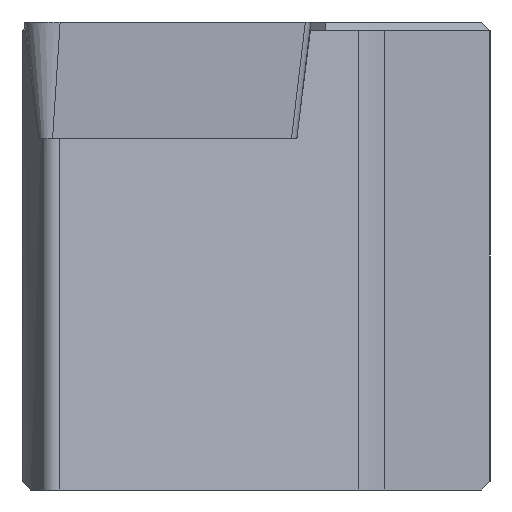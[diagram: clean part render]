
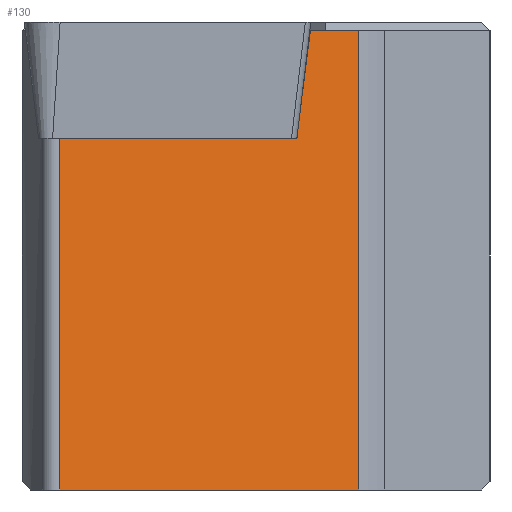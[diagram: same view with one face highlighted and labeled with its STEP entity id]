
A CAD part, left-side view. The second image highlights one B-rep face of the part: STEP entity #130.
In plain terms, the highlighted planar face has unit normal (-0.848, -0.53, 0).
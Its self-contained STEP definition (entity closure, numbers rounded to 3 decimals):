
#130=ADVANCED_FACE('',(#199),#167,.F.);
#167=PLANE('',#748);
#199=FACE_OUTER_BOUND('',#237,.T.);
#237=EDGE_LOOP('',(#301,#302,#303,#304,#305,#306));
#301=ORIENTED_EDGE('',*,*,#526,.F.);
#302=ORIENTED_EDGE('',*,*,#527,.F.);
#303=ORIENTED_EDGE('',*,*,#525,.F.);
#304=ORIENTED_EDGE('',*,*,#528,.F.);
#305=ORIENTED_EDGE('',*,*,#529,.T.);
#306=ORIENTED_EDGE('',*,*,#510,.F.);
#457=VERTEX_POINT('',#977);
#458=VERTEX_POINT('',#979);
#469=VERTEX_POINT('',#1005);
#470=VERTEX_POINT('',#1007);
#471=VERTEX_POINT('',#1011);
#472=VERTEX_POINT('',#1014);
#510=EDGE_CURVE('',#457,#458,#597,.T.);
#525=EDGE_CURVE('',#470,#469,#608,.T.);
#526=EDGE_CURVE('',#471,#457,#609,.T.);
#527=EDGE_CURVE('',#469,#471,#610,.T.);
#528=EDGE_CURVE('',#472,#470,#611,.T.);
#529=EDGE_CURVE('',#472,#458,#612,.T.);
#597=LINE('',#978,#669);
#608=LINE('',#1008,#680);
#609=LINE('',#1010,#681);
#610=LINE('',#1012,#682);
#611=LINE('',#1013,#683);
#612=LINE('',#1015,#684);
#669=VECTOR('',#797,1.);
#680=VECTOR('',#820,1.);
#681=VECTOR('',#823,1.);
#682=VECTOR('',#824,1.);
#683=VECTOR('',#825,1.);
#684=VECTOR('',#826,1.);
#748=AXIS2_PLACEMENT_3D('',#1016,#827,#828);
#797=DIRECTION('',(0.53,-0.848,0.));
#820=DIRECTION('',(0.,0.,1.));
#823=DIRECTION('',(0.079,-0.126,0.989));
#824=DIRECTION('',(0.53,-0.848,0.));
#825=DIRECTION('',(-0.53,0.848,0.));
#826=DIRECTION('',(0.,0.,1.));
#827=DIRECTION('',(0.848,0.53,0.));
#828=DIRECTION('',(0.53,-0.848,0.));
#977=CARTESIAN_POINT('',(6.854,6.14,-0.3));
#978=CARTESIAN_POINT('',(1.503,14.703,-0.3));
#979=CARTESIAN_POINT('',(7.889,4.483,-0.3));
#1005=CARTESIAN_POINT('',(1.503,14.703,-3.97));
#1007=CARTESIAN_POINT('',(1.503,14.703,-16.));
#1008=CARTESIAN_POINT('',(1.503,14.703,-30.));
#1010=CARTESIAN_POINT('',(4.429,10.02,-30.828));
#1011=CARTESIAN_POINT('',(6.563,6.606,-3.97));
#1012=CARTESIAN_POINT('',(1.503,14.703,-3.97));
#1013=CARTESIAN_POINT('',(1.503,14.703,-16.));
#1014=CARTESIAN_POINT('',(7.889,4.483,-16.));
#1015=CARTESIAN_POINT('',(7.889,4.483,-30.));
#1016=CARTESIAN_POINT('',(1.503,14.703,-30.));
